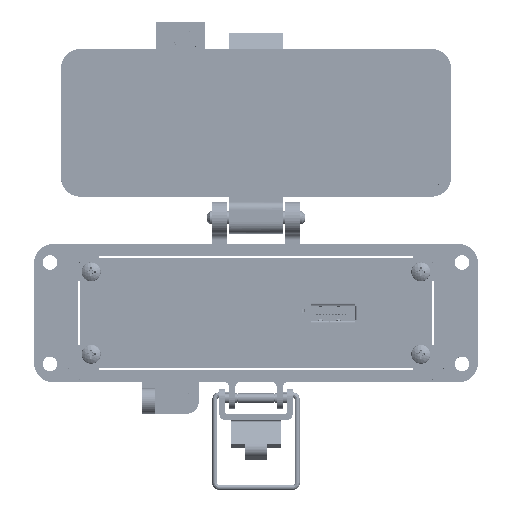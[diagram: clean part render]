
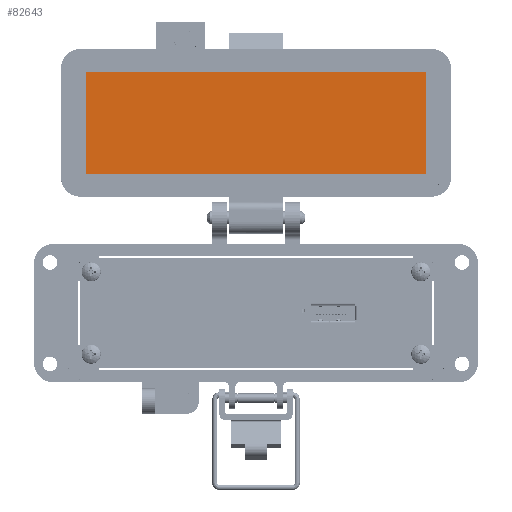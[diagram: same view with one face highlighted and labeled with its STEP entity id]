
A CAD part, top view. The second image highlights one B-rep face of the part: STEP entity #82643.
In plain terms, the highlighted planar face has unit normal (0, 0, 1).
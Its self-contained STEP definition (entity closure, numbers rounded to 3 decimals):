
#3573 = ORIENTED_EDGE ( 'NONE', *, *, #86969, .F. ) ;
#12292 = CARTESIAN_POINT ( 'NONE',  ( -8.5, 83.154, -25.55 ) ) ;
#12613 = CARTESIAN_POINT ( 'NONE',  ( 53.75, 67.154, -25.55 ) ) ;
#13750 = LINE ( 'NONE', #12292, #111284 ) ;
#14827 = CARTESIAN_POINT ( 'NONE',  ( -53.75, 67.154, -25.55 ) ) ;
#19997 = DIRECTION ( 'NONE',  ( 0., 0., 1. ) ) ;
#24668 = ORIENTED_EDGE ( 'NONE', *, *, #74548, .F. ) ;
#27046 = EDGE_CURVE ( 'NONE', #118490, #59491, #81521, .T. ) ;
#30357 = DIRECTION ( 'NONE',  ( 0., -1., 0. ) ) ;
#32612 = DIRECTION ( 'NONE',  ( 0., -1., 0. ) ) ;
#35477 = EDGE_LOOP ( 'NONE', ( #24668, #76230, #3573, #48436 ) ) ;
#45792 = VERTEX_POINT ( 'NONE', #114375 ) ;
#48436 = ORIENTED_EDGE ( 'NONE', *, *, #143663, .F. ) ;
#52631 = FACE_OUTER_BOUND ( 'NONE', #35477, .T. ) ;
#59491 = VERTEX_POINT ( 'NONE', #60615 ) ;
#60615 = CARTESIAN_POINT ( 'NONE',  ( -53.75, 83.154, -25.55 ) ) ;
#72153 = CARTESIAN_POINT ( 'NONE',  ( 42., 51.154, -25.55 ) ) ;
#74548 = EDGE_CURVE ( 'NONE', #59491, #107256, #13750, .T. ) ;
#76230 = ORIENTED_EDGE ( 'NONE', *, *, #27046, .F. ) ;
#76333 = PLANE ( 'NONE',  #76552 ) ;
#76552 = AXIS2_PLACEMENT_3D ( 'NONE', #86724, #19997, #30357 ) ;
#79923 = CARTESIAN_POINT ( 'NONE',  ( -53.75, 51.154, -25.55 ) ) ;
#81521 = LINE ( 'NONE', #14827, #95248 ) ;
#82643 = ADVANCED_FACE ( 'NONE', ( #52631 ), #76333, .T. ) ;
#86343 = CARTESIAN_POINT ( 'NONE',  ( 53.75, 83.154, -25.55 ) ) ;
#86724 = CARTESIAN_POINT ( 'NONE',  ( -8.5, 67.154, -25.55 ) ) ;
#86969 = EDGE_CURVE ( 'NONE', #45792, #118490, #106980, .T. ) ;
#91170 = DIRECTION ( 'NONE',  ( 0., 1., 0. ) ) ;
#95248 = VECTOR ( 'NONE', #91170, 1000. ) ;
#102692 = DIRECTION ( 'NONE',  ( 1., 0., 0. ) ) ;
#106761 = VECTOR ( 'NONE', #117351, 1000. ) ;
#106980 = LINE ( 'NONE', #72153, #106761 ) ;
#107256 = VERTEX_POINT ( 'NONE', #86343 ) ;
#111284 = VECTOR ( 'NONE', #102692, 1000. ) ;
#114375 = CARTESIAN_POINT ( 'NONE',  ( 53.75, 51.154, -25.55 ) ) ;
#117351 = DIRECTION ( 'NONE',  ( -1., 0., 0. ) ) ;
#118490 = VERTEX_POINT ( 'NONE', #79923 ) ;
#132815 = VECTOR ( 'NONE', #32612, 1000. ) ;
#135575 = LINE ( 'NONE', #12613, #132815 ) ;
#143663 = EDGE_CURVE ( 'NONE', #107256, #45792, #135575, .T. ) ;
